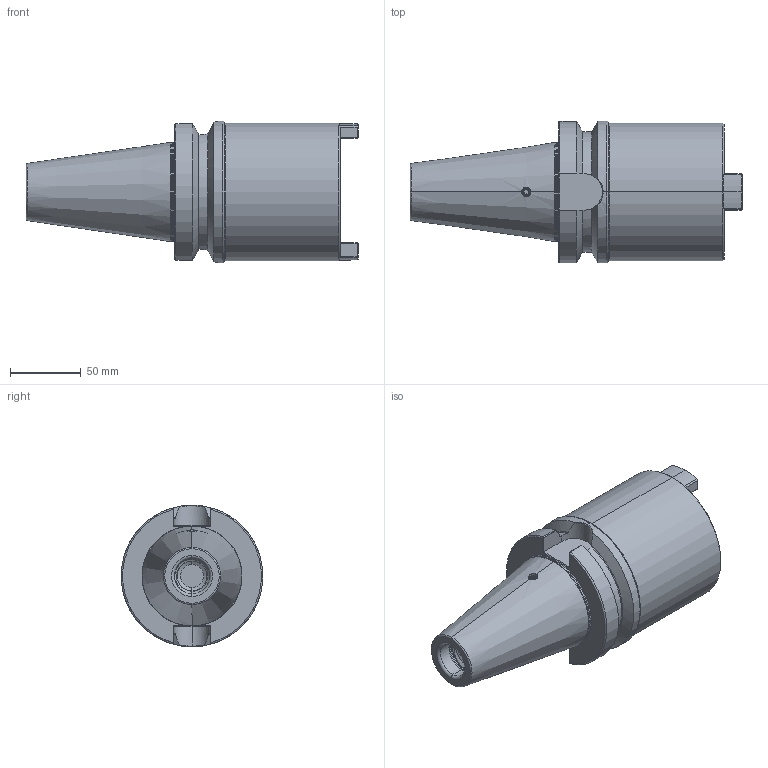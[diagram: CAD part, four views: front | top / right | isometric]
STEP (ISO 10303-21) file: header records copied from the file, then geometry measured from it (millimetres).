
FILE_DESCRIPTION (( 'STEP AP203' ), '1' );
FILE_NAME ('505.09.50.STEP', '2016-11-26T01:18:21', ( '' ), ( '' ), 'SwSTEP 2.0', 'SolidWorks 2012', '' );
FILE_SCHEMA (( 'CONFIG_CONTROL_DESIGN' ));
Length unit declared in the file: millimetre
Products named in the file (5): 505.09.50; 2-41371010AF_M39xP1.5_13L; 2-02.000.0060100C2_M6xP01-10L; 2-01130037_M24xP3-80L
Assembly tree (4 placements, depth 2):
  505.09.50
    505.09.50
    2-01130037_M24xP3-80L
    2-41371010AF_M39xP1.5_13L
    2-02.000.0060100C2_M6xP01-10L
Bounding box: 234.3 x 100 x 100 mm (x, y, z)
Volume: 816301 mm3; surface area: 119683.2 mm2
Topology: 4 solids, 4 shells, 430 faces, 1166 edges, 745 vertices
Faces by surface type: cylinder 191, plane 91, bspline 73, cone 45, torus 30
Entity records: 53493 total; most frequent: CARTESIAN_POINT 43887, ORIENTED_EDGE 2328, DIRECTION 1448, EDGE_CURVE 1164, VERTEX_POINT 745, AXIS2_PLACEMENT_3D 533, EDGE_LOOP 441, FACE_OUTER_BOUND 430
